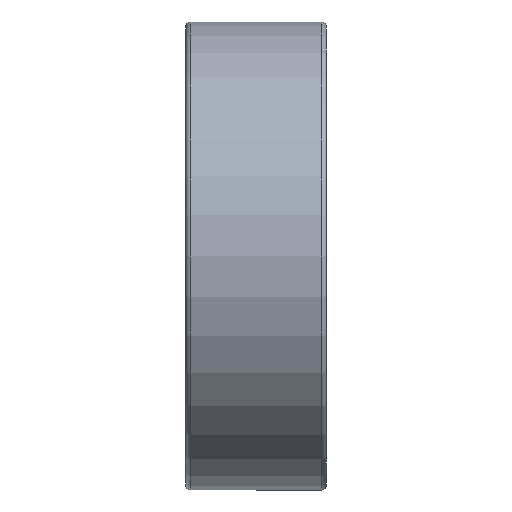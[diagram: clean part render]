
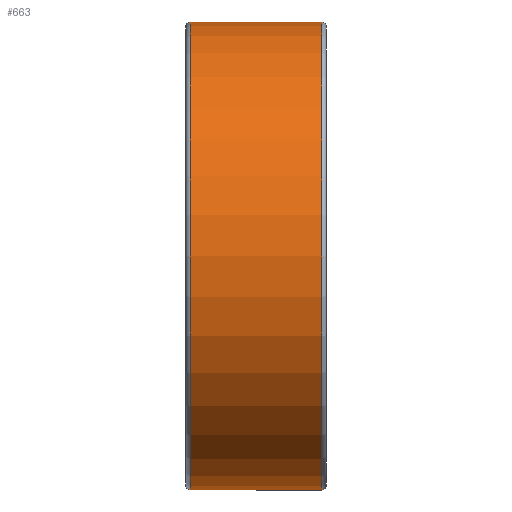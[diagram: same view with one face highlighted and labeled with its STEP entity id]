
A CAD part, front view. The second image highlights one B-rep face of the part: STEP entity #663.
In plain terms, the highlighted cylindrical face has radius 5 mm (diameter 10 mm), a partial arc.
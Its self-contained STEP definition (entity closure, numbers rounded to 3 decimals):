
#23 = EDGE_CURVE ( 'NONE', #766, #129, #283, .T. ) ;
#27 = CARTESIAN_POINT ( 'NONE',  ( -20.637, 0., -5. ) ) ;
#30 = CARTESIAN_POINT ( 'NONE',  ( -1.4, 0., 5. ) ) ;
#129 = VERTEX_POINT ( 'NONE', #701 ) ;
#138 = VECTOR ( 'NONE', #209, 1000. ) ;
#146 = DIRECTION ( 'NONE',  ( 0., 0., -1. ) ) ;
#150 = EDGE_CURVE ( 'NONE', #129, #183, #259, .T. ) ;
#169 = AXIS2_PLACEMENT_3D ( 'NONE', #455, #694, #146 ) ;
#183 = VERTEX_POINT ( 'NONE', #686 ) ;
#197 = CARTESIAN_POINT ( 'NONE',  ( 1.4, 0., 5. ) ) ;
#201 = EDGE_CURVE ( 'NONE', #558, #183, #389, .T. ) ;
#209 = DIRECTION ( 'NONE',  ( 1., 0., 0. ) ) ;
#257 = FACE_OUTER_BOUND ( 'NONE', #395, .T. ) ;
#259 = LINE ( 'NONE', #27, #346 ) ;
#283 = CIRCLE ( 'NONE', #650, 5. ) ;
#316 = CYLINDRICAL_SURFACE ( 'NONE', #512, 5. ) ;
#346 = VECTOR ( 'NONE', #514, 1000. ) ;
#347 = ORIENTED_EDGE ( 'NONE', *, *, #150, .T. ) ;
#350 = DIRECTION ( 'NONE',  ( 1., 0., 0. ) ) ;
#379 = DIRECTION ( 'NONE',  ( 1., 0., 0. ) ) ;
#386 = LINE ( 'NONE', #574, #138 ) ;
#389 = CIRCLE ( 'NONE', #169, 5. ) ;
#395 = EDGE_LOOP ( 'NONE', ( #421, #456, #347, #477 ) ) ;
#416 = DIRECTION ( 'NONE',  ( 0., 0., -1. ) ) ;
#421 = ORIENTED_EDGE ( 'NONE', *, *, #767, .F. ) ;
#455 = CARTESIAN_POINT ( 'NONE',  ( 1.4, 0., 0. ) ) ;
#456 = ORIENTED_EDGE ( 'NONE', *, *, #23, .T. ) ;
#467 = CARTESIAN_POINT ( 'NONE',  ( -1.4, 0., 0. ) ) ;
#477 = ORIENTED_EDGE ( 'NONE', *, *, #201, .F. ) ;
#512 = AXIS2_PLACEMENT_3D ( 'NONE', #679, #379, #748 ) ;
#514 = DIRECTION ( 'NONE',  ( 1., 0., 0. ) ) ;
#558 = VERTEX_POINT ( 'NONE', #197 ) ;
#574 = CARTESIAN_POINT ( 'NONE',  ( -20.637, 0., 5. ) ) ;
#650 = AXIS2_PLACEMENT_3D ( 'NONE', #467, #350, #416 ) ;
#663 = ADVANCED_FACE ( 'NONE', ( #257 ), #316, .T. ) ;
#679 = CARTESIAN_POINT ( 'NONE',  ( -20.637, 0., 0. ) ) ;
#686 = CARTESIAN_POINT ( 'NONE',  ( 1.4, 0., -5. ) ) ;
#694 = DIRECTION ( 'NONE',  ( 1., 0., 0. ) ) ;
#701 = CARTESIAN_POINT ( 'NONE',  ( -1.4, 0., -5. ) ) ;
#748 = DIRECTION ( 'NONE',  ( 0., 0., -1. ) ) ;
#766 = VERTEX_POINT ( 'NONE', #30 ) ;
#767 = EDGE_CURVE ( 'NONE', #766, #558, #386, .T. ) ;
